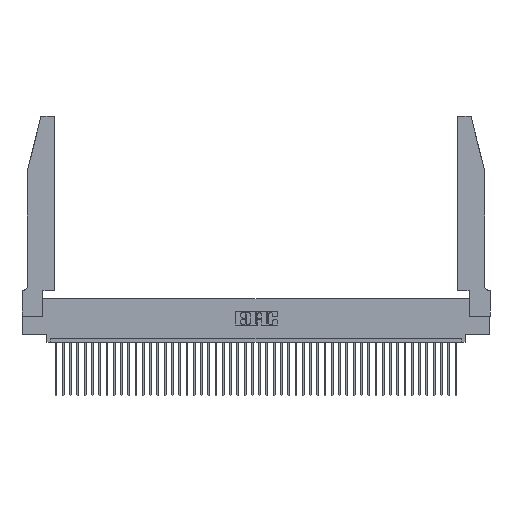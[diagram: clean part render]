
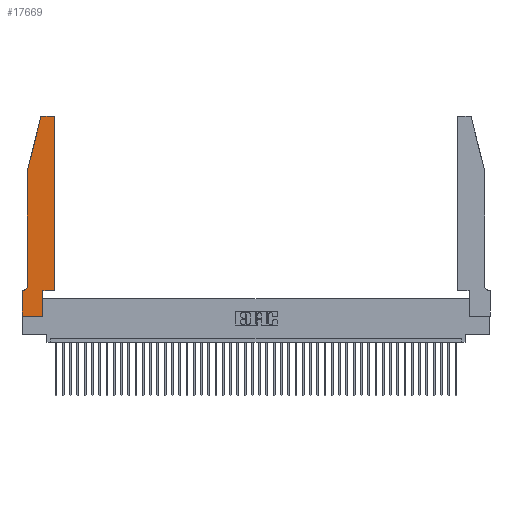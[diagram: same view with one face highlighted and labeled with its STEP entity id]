
A CAD part, top view. The second image highlights one B-rep face of the part: STEP entity #17669.
In plain terms, the highlighted planar face has unit normal (0, 0, 1).
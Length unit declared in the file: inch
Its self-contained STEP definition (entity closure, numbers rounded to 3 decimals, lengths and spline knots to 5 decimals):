
#13 = CARTESIAN_POINT ( 'NONE',  ( 0.4505, 2.72, 0.37 ) ) ;
#144 = DIRECTION ( 'NONE',  ( 1., 0., 0. ) ) ;
#259 = DIRECTION ( 'NONE',  ( 1., 0., 0. ) ) ;
#349 = EDGE_CURVE ( 'NONE', #37413, #7800, #17545, .T. ) ;
#485 = VERTEX_POINT ( 'NONE', #35708 ) ;
#532 = ORIENTED_EDGE ( 'NONE', *, *, #35298, .T. ) ;
#753 = CARTESIAN_POINT ( 'NONE',  ( 0.0755, 0.35, 0.37 ) ) ;
#872 = VERTEX_POINT ( 'NONE', #44401 ) ;
#2324 = LINE ( 'NONE', #753, #28522 ) ;
#2473 = VERTEX_POINT ( 'NONE', #5589 ) ;
#4036 = CARTESIAN_POINT ( 'NONE',  ( 0.0755, 2., 0.37 ) ) ;
#4159 = CARTESIAN_POINT ( 'NONE',  ( 0.2865, 0.35, 0.37 ) ) ;
#4421 = DIRECTION ( 'NONE',  ( -1., 0., 0. ) ) ;
#4469 = DIRECTION ( 'NONE',  ( 0., 0., 1. ) ) ;
#4936 = CARTESIAN_POINT ( 'NONE',  ( 0.4505, 0.35, 0.37 ) ) ;
#5217 = ORIENTED_EDGE ( 'NONE', *, *, #10070, .T. ) ;
#5529 = ORIENTED_EDGE ( 'NONE', *, *, #23481, .T. ) ;
#5587 = CIRCLE ( 'NONE', #13429, 0.03 ) ;
#5589 = CARTESIAN_POINT ( 'NONE',  ( 0., 0., 0.37 ) ) ;
#6242 = LINE ( 'NONE', #32526, #17694 ) ;
#7627 = CARTESIAN_POINT ( 'NONE',  ( 0., 0.35, 0.37 ) ) ;
#7665 = DIRECTION ( 'NONE',  ( 0., 1., 0. ) ) ;
#7800 = VERTEX_POINT ( 'NONE', #16202 ) ;
#7913 = DIRECTION ( 'NONE',  ( 0., -1., 0. ) ) ;
#8843 = VERTEX_POINT ( 'NONE', #43812 ) ;
#9253 = EDGE_CURVE ( 'NONE', #13868, #2473, #6242, .T. ) ;
#9443 = EDGE_CURVE ( 'NONE', #7800, #8843, #16008, .T. ) ;
#9957 = CARTESIAN_POINT ( 'NONE',  ( 0.284, 2.72, 0.37 ) ) ;
#10070 = EDGE_CURVE ( 'NONE', #8843, #13868, #2324, .T. ) ;
#10438 = EDGE_CURVE ( 'NONE', #872, #37215, #5587, .T. ) ;
#10970 = VECTOR ( 'NONE', #259, 39.37008 ) ;
#11032 = VERTEX_POINT ( 'NONE', #12651 ) ;
#11289 = CARTESIAN_POINT ( 'NONE',  ( 0.2605, 2.75, 0.37 ) ) ;
#11695 = AXIS2_PLACEMENT_3D ( 'NONE', #24804, #31717, #25260 ) ;
#12651 = CARTESIAN_POINT ( 'NONE',  ( 0.4205, 2.75, 0.37 ) ) ;
#13429 = AXIS2_PLACEMENT_3D ( 'NONE', #9957, #34366, #144 ) ;
#13506 = CARTESIAN_POINT ( 'NONE',  ( 0.0755, 2., 0.37 ) ) ;
#13853 = DIRECTION ( 'NONE',  ( -0.239, -0.971, 0. ) ) ;
#13868 = VERTEX_POINT ( 'NONE', #22815 ) ;
#15136 = CARTESIAN_POINT ( 'NONE',  ( 0.2865, 0., 0.37 ) ) ;
#15471 = LINE ( 'NONE', #11289, #29200 ) ;
#15599 = AXIS2_PLACEMENT_3D ( 'NONE', #32604, #4469, #36053 ) ;
#15898 = EDGE_CURVE ( 'NONE', #36911, #11032, #27640, .T. ) ;
#16008 = CIRCLE ( 'NONE', #11695, 0.07 ) ;
#16202 = CARTESIAN_POINT ( 'NONE',  ( 0.0755, 0.42, 0.37 ) ) ;
#16501 = ORIENTED_EDGE ( 'NONE', *, *, #349, .T. ) ;
#17069 = FACE_OUTER_BOUND ( 'NONE', #17633, .T. ) ;
#17502 = ORIENTED_EDGE ( 'NONE', *, *, #30941, .T. ) ;
#17545 = LINE ( 'NONE', #37897, #38734 ) ;
#17633 = EDGE_LOOP ( 'NONE', ( #23061, #30041, #5529, #16501, #37739, #5217, #35024, #41733, #32799, #17502, #532, #43810 ) ) ;
#17669 = ADVANCED_FACE ( 'NONE', ( #17069 ), #21798, .T. ) ;
#17694 = VECTOR ( 'NONE', #7913, 39.37008 ) ;
#19883 = EDGE_CURVE ( 'NONE', #26269, #21421, #35391, .T. ) ;
#21170 = CARTESIAN_POINT ( 'NONE',  ( 0.4505, 0.35, 0.37 ) ) ;
#21421 = VERTEX_POINT ( 'NONE', #4159 ) ;
#21798 = PLANE ( 'NONE',  #31525 ) ;
#22815 = CARTESIAN_POINT ( 'NONE',  ( 0., 0.35, 0.37 ) ) ;
#23061 = ORIENTED_EDGE ( 'NONE', *, *, #35713, .T. ) ;
#23481 = EDGE_CURVE ( 'NONE', #37215, #37413, #37330, .T. ) ;
#24804 = CARTESIAN_POINT ( 'NONE',  ( 0.0055, 0.42, 0.37 ) ) ;
#25089 = VECTOR ( 'NONE', #35782, 39.37008 ) ;
#25260 = DIRECTION ( 'NONE',  ( -1., 0., 0. ) ) ;
#25303 = CARTESIAN_POINT ( 'NONE',  ( 0., 0., 0.37 ) ) ;
#26269 = VERTEX_POINT ( 'NONE', #15136 ) ;
#27127 = DIRECTION ( 'NONE',  ( 0., -1., 0. ) ) ;
#27640 = CIRCLE ( 'NONE', #15599, 0.03 ) ;
#28522 = VECTOR ( 'NONE', #4421, 39.37008 ) ;
#28581 = DIRECTION ( 'NONE',  ( 0., 0., 1. ) ) ;
#28604 = CARTESIAN_POINT ( 'NONE',  ( 0.2865, 0.35, 0.37 ) ) ;
#28659 = LINE ( 'NONE', #4936, #38452 ) ;
#29200 = VECTOR ( 'NONE', #39161, 39.37008 ) ;
#30041 = ORIENTED_EDGE ( 'NONE', *, *, #10438, .T. ) ;
#30941 = EDGE_CURVE ( 'NONE', #21421, #485, #31268, .T. ) ;
#31268 = LINE ( 'NONE', #21170, #10970 ) ;
#31525 = AXIS2_PLACEMENT_3D ( 'NONE', #7627, #28581, #32249 ) ;
#31717 = DIRECTION ( 'NONE',  ( 0., 0., -1. ) ) ;
#32052 = EDGE_CURVE ( 'NONE', #2473, #26269, #42507, .T. ) ;
#32249 = DIRECTION ( 'NONE',  ( 1., 0., 0. ) ) ;
#32526 = CARTESIAN_POINT ( 'NONE',  ( 0., 0., 0.37 ) ) ;
#32604 = CARTESIAN_POINT ( 'NONE',  ( 0.4205, 2.72, 0.37 ) ) ;
#32799 = ORIENTED_EDGE ( 'NONE', *, *, #19883, .T. ) ;
#33288 = VECTOR ( 'NONE', #7665, 39.37008 ) ;
#34366 = DIRECTION ( 'NONE',  ( 0., 0., 1. ) ) ;
#35024 = ORIENTED_EDGE ( 'NONE', *, *, #9253, .T. ) ;
#35298 = EDGE_CURVE ( 'NONE', #485, #36911, #28659, .T. ) ;
#35391 = LINE ( 'NONE', #28604, #33288 ) ;
#35708 = CARTESIAN_POINT ( 'NONE',  ( 0.4505, 0.35, 0.37 ) ) ;
#35713 = EDGE_CURVE ( 'NONE', #11032, #872, #15471, .T. ) ;
#35782 = DIRECTION ( 'NONE',  ( 1., 0., 0. ) ) ;
#36053 = DIRECTION ( 'NONE',  ( 1., 0., 0. ) ) ;
#36679 = DIRECTION ( 'NONE',  ( 0., 1., 0. ) ) ;
#36911 = VERTEX_POINT ( 'NONE', #13 ) ;
#37046 = CARTESIAN_POINT ( 'NONE',  ( 0.25487, 2.72718, 0.37 ) ) ;
#37215 = VERTEX_POINT ( 'NONE', #37046 ) ;
#37330 = LINE ( 'NONE', #4036, #44415 ) ;
#37413 = VERTEX_POINT ( 'NONE', #13506 ) ;
#37739 = ORIENTED_EDGE ( 'NONE', *, *, #9443, .T. ) ;
#37897 = CARTESIAN_POINT ( 'NONE',  ( 0.0755, 2., 0.37 ) ) ;
#38452 = VECTOR ( 'NONE', #36679, 39.37008 ) ;
#38734 = VECTOR ( 'NONE', #27127, 39.37008 ) ;
#39161 = DIRECTION ( 'NONE',  ( -1., 0., 0. ) ) ;
#41733 = ORIENTED_EDGE ( 'NONE', *, *, #32052, .T. ) ;
#42507 = LINE ( 'NONE', #25303, #25089 ) ;
#43810 = ORIENTED_EDGE ( 'NONE', *, *, #15898, .T. ) ;
#43812 = CARTESIAN_POINT ( 'NONE',  ( 0.0055, 0.35, 0.37 ) ) ;
#44401 = CARTESIAN_POINT ( 'NONE',  ( 0.284, 2.75, 0.37 ) ) ;
#44415 = VECTOR ( 'NONE', #13853, 39.37008 ) ;
